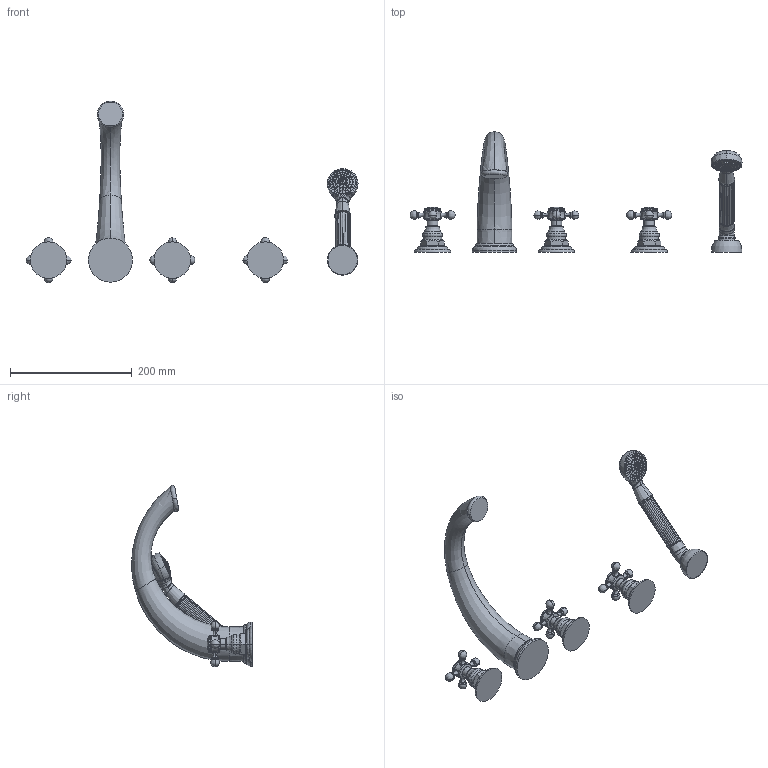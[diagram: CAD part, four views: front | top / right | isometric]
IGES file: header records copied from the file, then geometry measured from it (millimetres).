
Start section:  PTC IGES file: 3-897.igs
Global section: file name: 3-897.igs; native system: Creo Parametric by PTC Inc.; preprocessor: 2018400; author: jinson.thomas; organization: Unknown; date: 20210316.134602; units: inch
Bounding box: 544.84 x 198.07 x 297.5 mm (x, y, z)
Volume: 947045.1 mm3; surface area: 131486 mm2
Topology: 5 solids, 5 shells, 1000 faces, 2246 edges, 1325 vertices
Faces by surface type: revolution 641, bspline 351, extrusion 8
